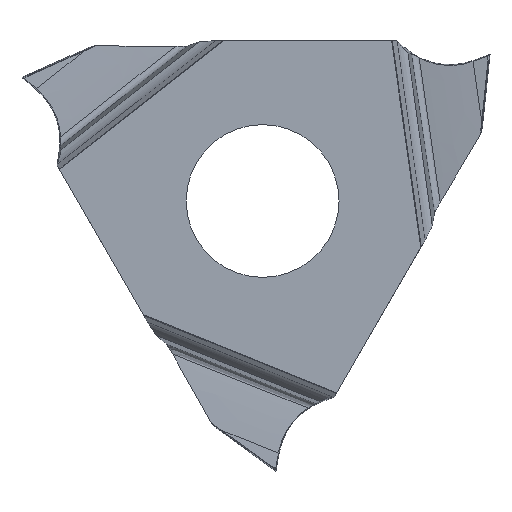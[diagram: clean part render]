
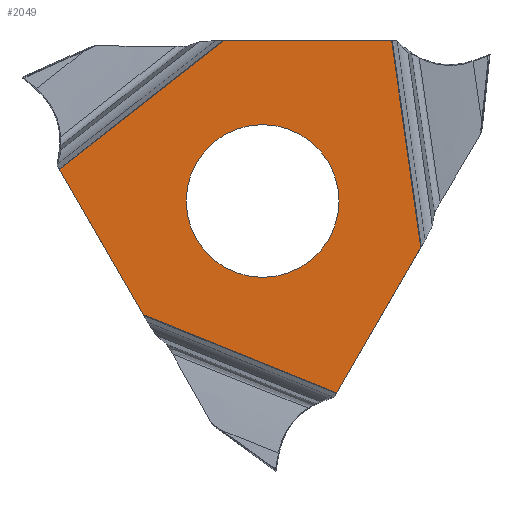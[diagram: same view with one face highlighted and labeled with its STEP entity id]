
A CAD part, left-side view. The second image highlights one B-rep face of the part: STEP entity #2049.
In plain terms, the highlighted planar face has unit normal (-1, 0, 0).
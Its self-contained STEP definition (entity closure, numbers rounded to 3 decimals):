
#42=DIRECTION('',(0.,-0.5,0.866));
#43=VECTOR('',#42,4.941);
#44=CARTESIAN_POINT('',(-3.18,-2.187,-5.652));
#45=LINE('',#44,#43);
#337=DIRECTION('',(0.,0.139,0.99));
#338=VECTOR('',#337,6.153);
#339=CARTESIAN_POINT('',(-3.18,-4.658,-1.373));
#340=LINE('',#339,#338);
#344=DIRECTION('',(0.,-0.927,-0.375));
#345=VECTOR('',#344,6.153);
#346=CARTESIAN_POINT('',(-3.18,3.518,-3.347));
#347=LINE('',#346,#345);
#869=CARTESIAN_POINT('',(-3.18,0.,0.));
#870=DIRECTION('',(1.,0.,0.));
#871=DIRECTION('',(0.,0.,-1.));
#872=AXIS2_PLACEMENT_3D('',#869,#870,#871);
#899=CARTESIAN_POINT('',(-3.18,0.,0.));
#900=DIRECTION('',(1.,0.,0.));
#901=DIRECTION('',(0.,0.,1.));
#902=AXIS2_PLACEMENT_3D('',#899,#900,#901);
#1290=DIRECTION('',(0.,-0.5,-0.866));
#1291=VECTOR('',#1290,4.941);
#1292=CARTESIAN_POINT('',(-3.18,5.988,0.932));
#1293=LINE('',#1292,#1291);
#1364=DIRECTION('',(0.,1.,0.));
#1365=VECTOR('',#1364,4.941);
#1366=CARTESIAN_POINT('',(-3.18,-3.801,4.72));
#1367=LINE('',#1366,#1365);
#1393=DIRECTION('',(0.,0.788,-0.616));
#1394=VECTOR('',#1393,6.153);
#1395=CARTESIAN_POINT('',(-3.18,1.14,4.72));
#1396=LINE('',#1395,#1394);
#1627=CARTESIAN_POINT('',(-3.18,-2.187,-5.652));
#1628=CARTESIAN_POINT('',(-3.18,-4.658,-1.373));
#1629=VERTEX_POINT('',#1627);
#1630=VERTEX_POINT('',#1628);
#1631=CARTESIAN_POINT('',(-3.18,-3.801,4.72));
#1632=CARTESIAN_POINT('',(-3.18,1.14,4.72));
#1633=VERTEX_POINT('',#1631);
#1634=VERTEX_POINT('',#1632);
#1635=CARTESIAN_POINT('',(-3.18,5.988,0.932));
#1636=CARTESIAN_POINT('',(-3.18,3.518,-3.347));
#1637=VERTEX_POINT('',#1635);
#1638=VERTEX_POINT('',#1636);
#1639=CARTESIAN_POINT('',(-3.18,0.,2.25));
#1640=CARTESIAN_POINT('',(-3.18,0.,-2.25));
#1641=VERTEX_POINT('',#1639);
#1642=VERTEX_POINT('',#1640);
#2026=CARTESIAN_POINT('',(-3.18,9.237,-9.));
#2027=DIRECTION('',(1.,0.,0.));
#2028=DIRECTION('',(0.,0.,1.));
#2029=AXIS2_PLACEMENT_3D('',#2026,#2027,#2028);
#2030=PLANE('',#2029);
#2031=ORIENTED_EDGE('',*,*,#1760,.F.);
#2033=ORIENTED_EDGE('',*,*,#2032,.F.);
#2035=ORIENTED_EDGE('',*,*,#2034,.F.);
#2037=ORIENTED_EDGE('',*,*,#2036,.F.);
#2039=ORIENTED_EDGE('',*,*,#2038,.F.);
#2040=ORIENTED_EDGE('',*,*,#2017,.F.);
#2041=EDGE_LOOP('',(#2031,#2033,#2035,#2037,#2039,#2040));
#2042=FACE_OUTER_BOUND('',#2041,.F.);
#2044=ORIENTED_EDGE('',*,*,#2043,.F.);
#2046=ORIENTED_EDGE('',*,*,#2045,.F.);
#2047=EDGE_LOOP('',(#2044,#2046));
#2048=FACE_BOUND('',#2047,.F.);
#873=CIRCLE('',#872,2.25);
#903=CIRCLE('',#902,2.25);
#1760=EDGE_CURVE('',#1629,#1630,#45,.T.);
#2017=EDGE_CURVE('',#1630,#1633,#340,.T.);
#2032=EDGE_CURVE('',#1638,#1629,#347,.T.);
#2034=EDGE_CURVE('',#1637,#1638,#1293,.T.);
#2036=EDGE_CURVE('',#1634,#1637,#1396,.T.);
#2038=EDGE_CURVE('',#1633,#1634,#1367,.T.);
#2043=EDGE_CURVE('',#1641,#1642,#903,.T.);
#2045=EDGE_CURVE('',#1642,#1641,#873,.T.);
#2049=ADVANCED_FACE('',(#2042,#2048),#2030,.F.);
